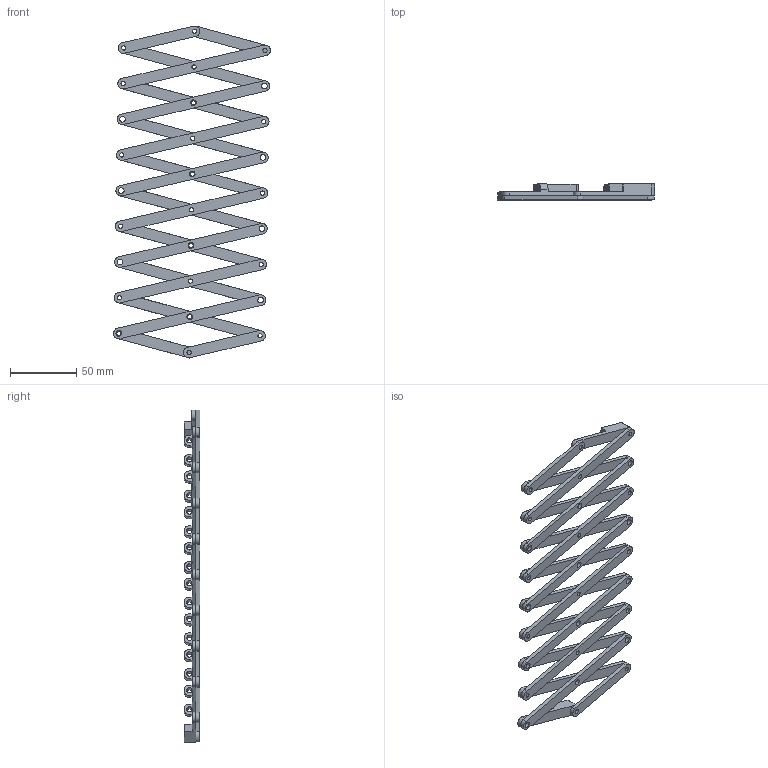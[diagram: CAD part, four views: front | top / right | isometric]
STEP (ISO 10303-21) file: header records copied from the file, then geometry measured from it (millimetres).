
FILE_DESCRIPTION(/* description */ (''),/* implementation_level */ '2;1');
FILE_NAME(/* name */ 'Scissor Cable Management_.step',/* time_stamp */ '2024-09-27T13:32:05+10:00',/* author */ (''),/* organization */ (''),/* preprocessor_version */ 'ST-DEVELOPER v20',/* originating_system */ 'Autodesk Translation Framework v13.20.0.188',/* authorisation */ '');
FILE_SCHEMA (('AUTOMOTIVE_DESIGN { 1 0 10303 214 3 1 1 }'));
Length unit declared in the file: millimetre
Products named in the file (10): Scissor Cable Management v16; Bottom; 2; 1; Top; 2 (1); 1 (1); Terminator (1); Terminator; Adapter
Assembly tree (23 placements, depth 3):
  Scissor Cable Management v16
    Bottom
      2  x4
      1  x4
      Terminator
      Terminator (1)
    Top
      2 (1)  x4
      1 (1)  x4
      Terminator (1)
      Terminator
    Adapter
Bounding box: 118.52 x 12 x 250.63 mm (x, y, z)
Volume: 53867.8 mm3; surface area: 51770.9 mm2
Topology: 20 solids, 20 shells, 264 faces, 730 edges, 476 vertices
Faces by surface type: plane 136, cylinder 128
Full cylindrical faces by diameter (mm): 3.2 x32, 4 x16, 4.3 x24
Entity records: 2884 total; most frequent: DIRECTION 503, CARTESIAN_POINT 448, ORIENTED_EDGE 410, EDGE_CURVE 205, AXIS2_PLACEMENT_3D 189, VERTEX_POINT 134, LINE 125, VECTOR 125
